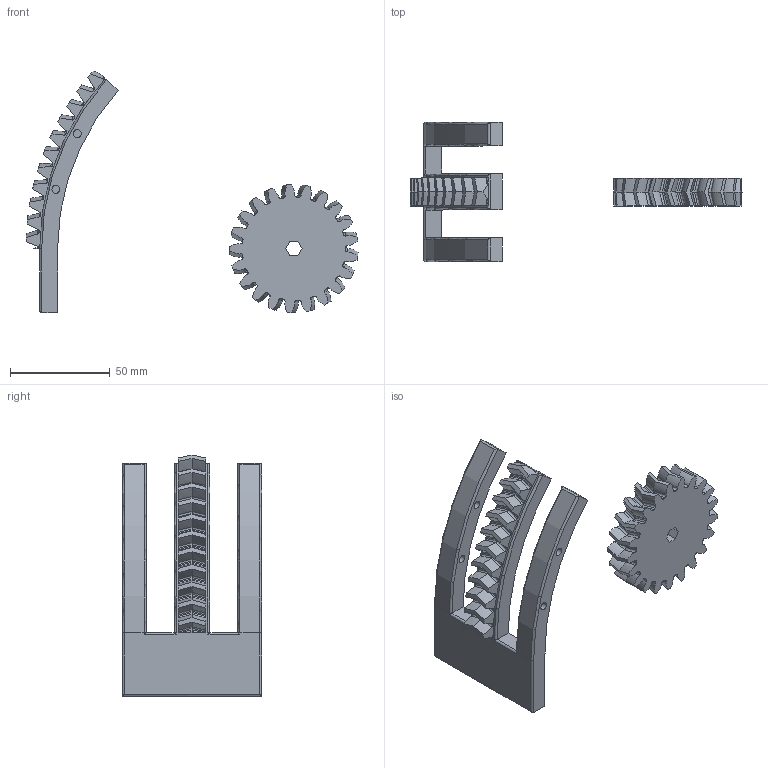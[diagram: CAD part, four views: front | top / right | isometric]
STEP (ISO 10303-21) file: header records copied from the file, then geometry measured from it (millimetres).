
FILE_DESCRIPTION(/* description */ ('STEP AP242','CAx-IF Rec.Pracs.---Representation and Presentation of Product Manufacturing Information (PMI)---4.0---2014-10-13','CAx-IF Rec.Pracs.---3D Tessellated Geometry---0.4---2014-09-14','2;1'),/* implementation_level */ '2;1');
FILE_NAME(/* name */ '667e33ad4a4f013fc6a4b38b',/* time_stamp */ '2024-06-28T03:53:17Z',/* author */ (''),/* organization */ (''),/* preprocessor_version */ 'ST-DEVELOPER v20',/* originating_system */ ' ',/* authorisation */ ' ');
FILE_SCHEMA (('AP242_MANAGED_MODEL_BASED_3D_ENGINEERING_MIM_LF { 1 0 10303 442 1 1 4 }'));
Length unit declared in the file: metre
Products named in the file (2): Spur gear (21 teeth); Part 1
Bounding box: 166.51 x 70 x 121.27 mm (x, y, z)
Volume: 95388.3 mm3; surface area: 32011 mm2
Topology: 2 solids, 2 shells, 414 faces, 1078 edges, 668 vertices
Faces by surface type: bspline 326, cylinder 56, plane 26, torus 6
Full cylindrical faces by diameter (mm): 4 x4
Entity records: 27984 total; most frequent: CARTESIAN_POINT 20383, ORIENTED_EDGE 2148, EDGE_CURVE 1074, DIRECTION 1051, VERTEX_POINT 668, AXIS2_PLACEMENT_3D 486, EDGE_LOOP 428, FACE_BOUND 428
